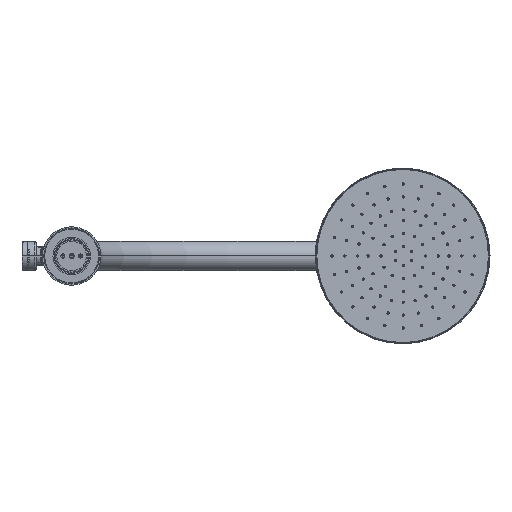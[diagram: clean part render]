
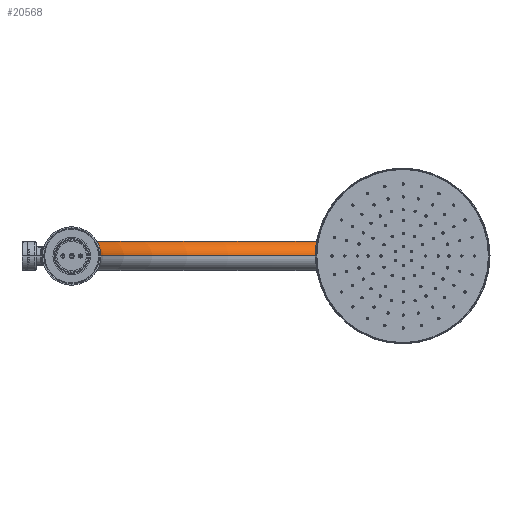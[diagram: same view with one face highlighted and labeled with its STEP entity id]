
A CAD part, front view. The second image highlights one B-rep face of the part: STEP entity #20568.
In plain terms, the highlighted toroidal (fillet/blend) face has major radius 600 mm and minor radius 25 mm.
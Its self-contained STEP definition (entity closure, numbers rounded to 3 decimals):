
#20397=CARTESIAN_POINT('Vertex',(25.,712.8,0.)) ;
#20400=CARTESIAN_POINT('Axis2P3D Location',(0.,712.8,0.)) ;
#20404=CARTESIAN_POINT('Vertex',(-25.,712.8,0.)) ;
#20538=CARTESIAN_POINT('Axis2P3D Location',(600.,712.8,0.)) ;
#20543=CARTESIAN_POINT('Axis2P3D Location',(600.,712.8,0.)) ;
#20547=CARTESIAN_POINT('Vertex',(519.975,1282.204,0.)) ;
#20550=CARTESIAN_POINT('Axis2P3D Location',(516.496,1306.961,0.)) ;
#20554=CARTESIAN_POINT('Vertex',(513.017,1331.718,0.)) ;
#20557=CARTESIAN_POINT('Axis2P3D Location',(600.,712.8,0.)) ;
#20401=DIRECTION('Axis2P3D Direction',(-0.,1.,0.)) ;
#20539=DIRECTION('Axis2P3D Direction',(0.,0.,-1.)) ;
#20540=DIRECTION('Axis2P3D XDirection',(-1.,0.,0.)) ;
#20544=DIRECTION('Axis2P3D Direction',(-0.,0.,-1.)) ;
#20551=DIRECTION('Axis2P3D Direction',(-0.99,-0.139,-0.)) ;
#20558=DIRECTION('Axis2P3D Direction',(-0.,0.,-1.)) ;
#20402=AXIS2_PLACEMENT_3D('Circle Axis2P3D',#20400,#20401,$) ;
#20541=AXIS2_PLACEMENT_3D('Torus Axis2P3D',#20538,#20539,#20540) ;
#20545=AXIS2_PLACEMENT_3D('Circle Axis2P3D',#20543,#20544,$) ;
#20552=AXIS2_PLACEMENT_3D('Circle Axis2P3D',#20550,#20551,$) ;
#20559=AXIS2_PLACEMENT_3D('Circle Axis2P3D',#20557,#20558,$) ;
#20403=CIRCLE('generated circle',#20402,25.) ;
#20546=CIRCLE('generated circle',#20545,575.) ;
#20553=CIRCLE('generated circle',#20552,25.) ;
#20560=CIRCLE('generated circle',#20559,625.) ;
#20542=TOROIDAL_SURFACE('homeo Torus',#20541,600.,25.) ;
#20406=EDGE_CURVE('',#20405,#20398,#20403,.T.) ;
#20549=EDGE_CURVE('',#20398,#20548,#20546,.T.) ;
#20556=EDGE_CURVE('',#20555,#20548,#20553,.F.) ;
#20561=EDGE_CURVE('',#20405,#20555,#20560,.T.) ;
#20563=ORIENTED_EDGE('',*,*,#20549,.T.) ;
#20564=ORIENTED_EDGE('',*,*,#20556,.F.) ;
#20565=ORIENTED_EDGE('',*,*,#20561,.F.) ;
#20566=ORIENTED_EDGE('',*,*,#20406,.T.) ;
#20562=EDGE_LOOP('',(#20563,#20564,#20565,#20566)) ;
#20398=VERTEX_POINT('',#20397) ;
#20405=VERTEX_POINT('',#20404) ;
#20548=VERTEX_POINT('',#20547) ;
#20555=VERTEX_POINT('',#20554) ;
#20568=ADVANCED_FACE('303\\MANIFOLD_SOLID_BREP #321502',(#20567),#20542,.T.) ;
#20567=FACE_OUTER_BOUND('',#20562,.T.) ;
